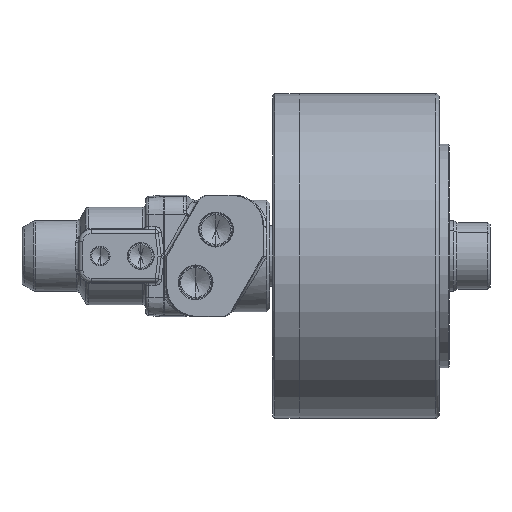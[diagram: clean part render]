
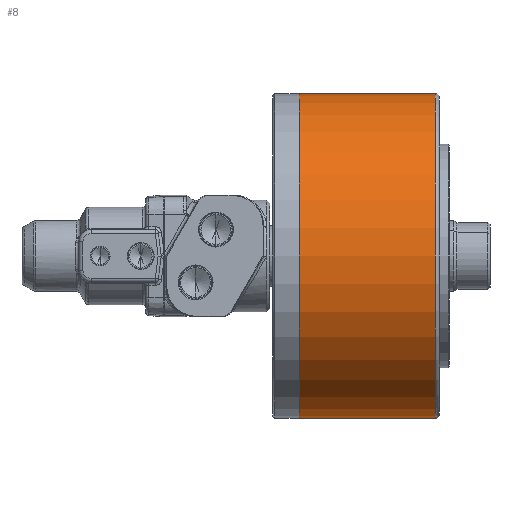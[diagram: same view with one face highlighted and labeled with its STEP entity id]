
A CAD part, front view. The second image highlights one B-rep face of the part: STEP entity #8.
In plain terms, the highlighted cylindrical face has radius 80 mm (diameter 160 mm), a partial arc.
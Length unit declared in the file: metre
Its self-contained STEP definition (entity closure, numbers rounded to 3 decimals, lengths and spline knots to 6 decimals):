
#1 = EDGE_LOOP ( 'NONE', ( #24, #6, #3, #12 ) ) ;
#3 = ORIENTED_EDGE ( 'NONE', *, *, #22245, .T. ) ;
#6 = ORIENTED_EDGE ( 'NONE', *, *, #22301, .T. ) ;
#8 = ADVANCED_FACE ( 'NONE', ( #977 ), #978, .T. ) ;
#12 = ORIENTED_EDGE ( 'NONE', *, *, #22303, .F. ) ;
#24 = ORIENTED_EDGE ( 'NONE', *, *, #22247, .F. ) ;
#964 = DIRECTION ( 'NONE',  ( -1., 0., 0. ) ) ;
#977 = FACE_OUTER_BOUND ( 'NONE', #1, .T. ) ;
#978 = CYLINDRICAL_SURFACE ( 'NONE', #1026, 0.08 ) ;
#996 = DIRECTION ( 'NONE',  ( 0., 0., 1. ) ) ;
#1013 = CARTESIAN_POINT ( 'NONE',  ( 0., 0., 0. ) ) ;
#1026 = AXIS2_PLACEMENT_3D ( 'NONE', #1013, #964, #996 ) ;
#5327 = CARTESIAN_POINT ( 'NONE',  ( 0., 0., 0.08 ) ) ;
#5351 = DIRECTION ( 'NONE',  ( -1., 0., 0. ) ) ;
#5353 = DIRECTION ( 'NONE',  ( -1., 0., 0. ) ) ;
#5367 = CARTESIAN_POINT ( 'NONE',  ( 0., 0., -0.08 ) ) ;
#5399 = VECTOR ( 'NONE', #5351, 1. ) ;
#5401 = CARTESIAN_POINT ( 'NONE',  ( 0., 0., 0.08 ) ) ;
#5416 = VECTOR ( 'NONE', #5353, 1. ) ;
#5418 = CARTESIAN_POINT ( 'NONE',  ( 0., 0., -0.08 ) ) ;
#5419 = LINE ( 'NONE', #5418, #5416 ) ;
#5423 = LINE ( 'NONE', #5401, #5399 ) ;
#5522 = CIRCLE ( 'NONE', #5589, 0.08 ) ;
#5548 = DIRECTION ( 'NONE',  ( 0., 0., 1. ) ) ;
#5556 = CARTESIAN_POINT ( 'NONE',  ( 0.067, 0., 0. ) ) ;
#5559 = AXIS2_PLACEMENT_3D ( 'NONE', #5556, #5583, #5548 ) ;
#5572 = CIRCLE ( 'NONE', #5559, 0.08 ) ;
#5574 = DIRECTION ( 'NONE',  ( 0., 0., 1. ) ) ;
#5575 = DIRECTION ( 'NONE',  ( -1., 0., 0. ) ) ;
#5577 = CARTESIAN_POINT ( 'NONE',  ( 0., 0., 0. ) ) ;
#5583 = DIRECTION ( 'NONE',  ( -1., 0., 0. ) ) ;
#5589 = AXIS2_PLACEMENT_3D ( 'NONE', #5577, #5575, #5574 ) ;
#8926 = VERTEX_POINT ( 'NONE', #17085 ) ;
#9151 = VERTEX_POINT ( 'NONE', #17458 ) ;
#17085 = CARTESIAN_POINT ( 'NONE',  ( 0.067, 0., 0.08 ) ) ;
#17458 = CARTESIAN_POINT ( 'NONE',  ( 0.067, 0., -0.08 ) ) ;
#22241 = VERTEX_POINT ( 'NONE', #5367 ) ;
#22245 = EDGE_CURVE ( 'NONE', #8926, #22253, #5423, .T. ) ;
#22247 = EDGE_CURVE ( 'NONE', #9151, #22241, #5419, .T. ) ;
#22253 = VERTEX_POINT ( 'NONE', #5327 ) ;
#22301 = EDGE_CURVE ( 'NONE', #9151, #8926, #5572, .T. ) ;
#22303 = EDGE_CURVE ( 'NONE', #22241, #22253, #5522, .T. ) ;
